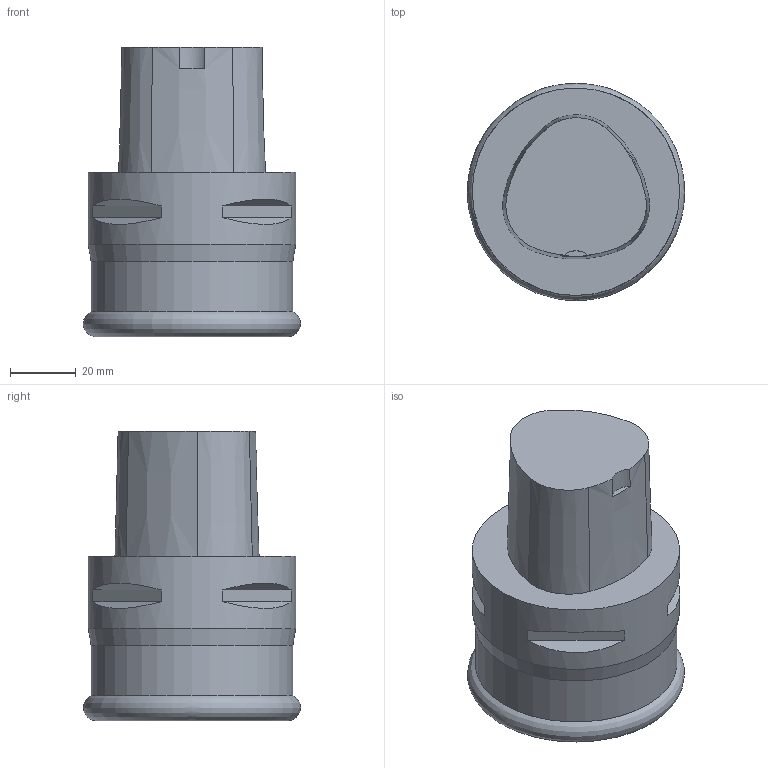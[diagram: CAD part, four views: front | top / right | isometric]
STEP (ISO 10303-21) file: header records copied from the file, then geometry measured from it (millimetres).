
FILE_DESCRIPTION(/* description */ (''),/* implementation_level */ '2;1');
FILE_NAME(/* name */ 'toolassembly_1.stp',/* time_stamp */ '2018-10-03T13:54:42+02:00',/* author */ (''),/* organization */ ('SMS'),/* preprocessor_version */ 'ST-DEVELOPER v15',/* originating_system */ 'SIEMENS PLM Software NX 8.5',/* authorisation */ '');
FILE_SCHEMA (('AUTOMOTIVE_DESIGN { 1 0 10303 214 3 1 1 1 }'));
Length unit declared in the file: millimetre
Products named in the file (4): ASSEMBLY_CONSTRUCTION; CUT_20181003135409; NOCUT_20181003135404; TOOLASSEMBLY_1
Assembly tree (3 placements, depth 2):
  TOOLASSEMBLY_1
    NOCUT_20181003135404
    CUT_20181003135409
    ASSEMBLY_CONSTRUCTION
Bounding box: 65.99 x 66 x 88 mm (x, y, z)
Volume: 208419.1 mm3; surface area: 25811.2 mm2
Topology: 2 solids, 2 shells, 36 faces, 79 edges, 66 vertices
Faces by surface type: plane 17, cone 10, torus 5, cylinder 3, bspline 1
Full cylindrical faces by diameter (mm): 61.323 x1, 63 x1
Entity records: 2049 total; most frequent: CARTESIAN_POINT 1034, DIRECTION 204, ORIENTED_EDGE 122, AXIS2_PLACEMENT_3D 91, EDGE_CURVE 61, EDGE_LOOP 52, VERTEX_POINT 46, ADVANCED_FACE 36
